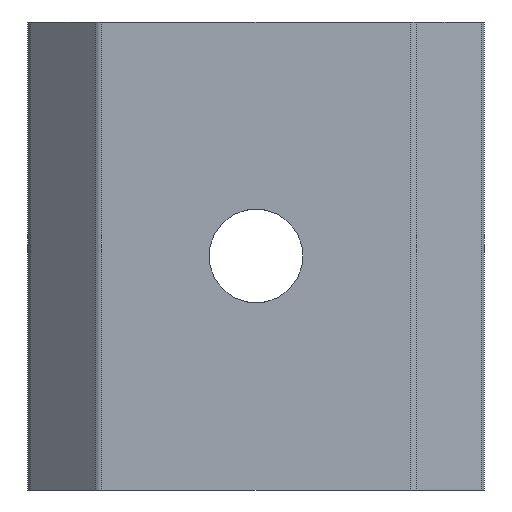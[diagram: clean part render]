
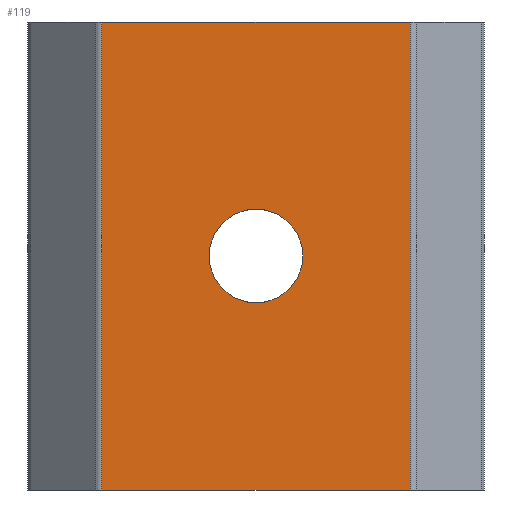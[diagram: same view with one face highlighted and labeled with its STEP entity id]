
A CAD part, front view. The second image highlights one B-rep face of the part: STEP entity #119.
In plain terms, the highlighted planar face has unit normal (0, -1, 0).
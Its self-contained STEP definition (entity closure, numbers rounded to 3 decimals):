
#27 = DIRECTION ( 'NONE',  ( 0., 0., -1. ) ) ;
#30 = ORIENTED_EDGE ( 'NONE', *, *, #812, .F. ) ;
#31 = CARTESIAN_POINT ( 'NONE',  ( -6.75, 0., 0. ) ) ;
#35 = CARTESIAN_POINT ( 'NONE',  ( 0., 0., 8. ) ) ;
#37 = VERTEX_POINT ( 'NONE', #837 ) ;
#43 = VECTOR ( 'NONE', #400, 1000. ) ;
#45 = VECTOR ( 'NONE', #118, 1000. ) ;
#56 = ORIENTED_EDGE ( 'NONE', *, *, #866, .F. ) ;
#62 = CARTESIAN_POINT ( 'NONE',  ( -6.75, 0., 20. ) ) ;
#70 = AXIS2_PLACEMENT_3D ( 'NONE', #946, #523, #27 ) ;
#88 = VERTEX_POINT ( 'NONE', #35 ) ;
#104 = LINE ( 'NONE', #31, #45 ) ;
#118 = DIRECTION ( 'NONE',  ( 1., 0., 0. ) ) ;
#119 = ADVANCED_FACE ( 'NONE', ( #883, #295 ), #620, .F. ) ;
#148 = DIRECTION ( 'NONE',  ( 1., 0., 0. ) ) ;
#150 = VERTEX_POINT ( 'NONE', #557 ) ;
#200 = AXIS2_PLACEMENT_3D ( 'NONE', #835, #395, #904 ) ;
#209 = ORIENTED_EDGE ( 'NONE', *, *, #846, .T. ) ;
#213 = VECTOR ( 'NONE', #722, 1000. ) ;
#216 = ORIENTED_EDGE ( 'NONE', *, *, #253, .F. ) ;
#247 = CARTESIAN_POINT ( 'NONE',  ( 0., 0., 12. ) ) ;
#248 = ORIENTED_EDGE ( 'NONE', *, *, #278, .T. ) ;
#253 = EDGE_CURVE ( 'NONE', #949, #88, #919, .T. ) ;
#278 = EDGE_CURVE ( 'NONE', #150, #37, #104, .T. ) ;
#280 = LINE ( 'NONE', #768, #43 ) ;
#295 = FACE_OUTER_BOUND ( 'NONE', #711, .T. ) ;
#320 = DIRECTION ( 'NONE',  ( 0., -1., 0. ) ) ;
#324 = LINE ( 'NONE', #62, #680 ) ;
#361 = CARTESIAN_POINT ( 'NONE',  ( 6.584, 0., 20. ) ) ;
#395 = DIRECTION ( 'NONE',  ( 0., 1., 0. ) ) ;
#400 = DIRECTION ( 'NONE',  ( 0., 0., -1. ) ) ;
#432 = LINE ( 'NONE', #863, #213 ) ;
#456 = VERTEX_POINT ( 'NONE', #920 ) ;
#494 = CIRCLE ( 'NONE', #894, 2. ) ;
#523 = DIRECTION ( 'NONE',  ( 0., -1., 0. ) ) ;
#555 = EDGE_LOOP ( 'NONE', ( #56, #216 ) ) ;
#557 = CARTESIAN_POINT ( 'NONE',  ( -6.584, 0., 0. ) ) ;
#572 = VERTEX_POINT ( 'NONE', #361 ) ;
#620 = PLANE ( 'NONE',  #200 ) ;
#680 = VECTOR ( 'NONE', #148, 1000. ) ;
#699 = EDGE_CURVE ( 'NONE', #37, #572, #432, .T. ) ;
#711 = EDGE_LOOP ( 'NONE', ( #248, #916, #30, #209 ) ) ;
#722 = DIRECTION ( 'NONE',  ( 0., 0., 1. ) ) ;
#768 = CARTESIAN_POINT ( 'NONE',  ( -6.584, 0., 20. ) ) ;
#771 = CARTESIAN_POINT ( 'NONE',  ( 0., 0., 10. ) ) ;
#812 = EDGE_CURVE ( 'NONE', #456, #572, #324, .T. ) ;
#835 = CARTESIAN_POINT ( 'NONE',  ( -6.75, 0., 20. ) ) ;
#837 = CARTESIAN_POINT ( 'NONE',  ( 6.584, 0., 0. ) ) ;
#842 = DIRECTION ( 'NONE',  ( 0., 0., -1. ) ) ;
#846 = EDGE_CURVE ( 'NONE', #456, #150, #280, .T. ) ;
#863 = CARTESIAN_POINT ( 'NONE',  ( 6.584, 0., 20. ) ) ;
#866 = EDGE_CURVE ( 'NONE', #88, #949, #494, .T. ) ;
#883 = FACE_BOUND ( 'NONE', #555, .T. ) ;
#894 = AXIS2_PLACEMENT_3D ( 'NONE', #771, #320, #842 ) ;
#904 = DIRECTION ( 'NONE',  ( 0., 0., 1. ) ) ;
#916 = ORIENTED_EDGE ( 'NONE', *, *, #699, .T. ) ;
#919 = CIRCLE ( 'NONE', #70, 2. ) ;
#920 = CARTESIAN_POINT ( 'NONE',  ( -6.584, 0., 20. ) ) ;
#946 = CARTESIAN_POINT ( 'NONE',  ( 0., 0., 10. ) ) ;
#949 = VERTEX_POINT ( 'NONE', #247 ) ;
